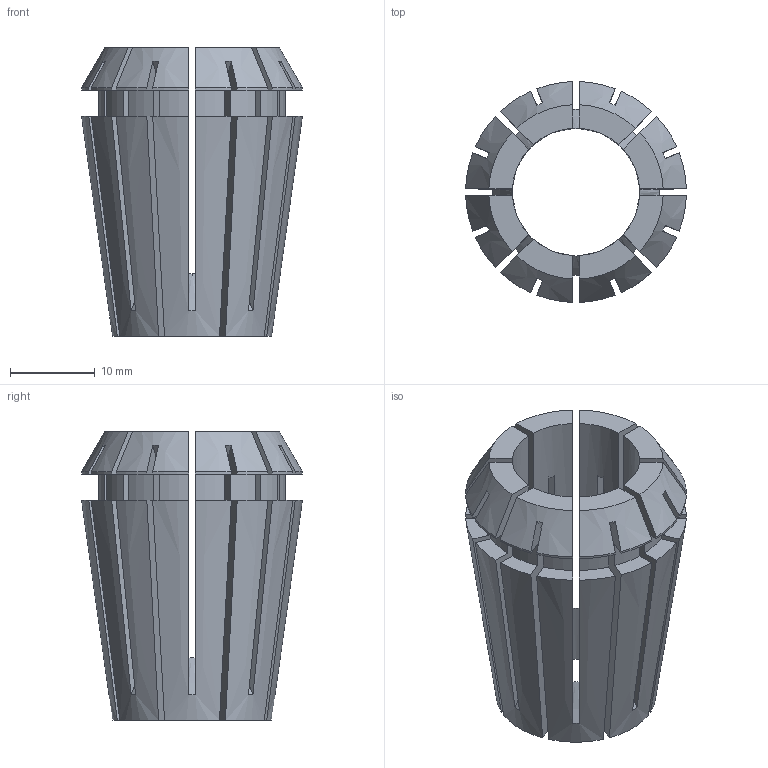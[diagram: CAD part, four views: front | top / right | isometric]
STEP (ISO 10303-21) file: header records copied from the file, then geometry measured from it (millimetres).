
FILE_DESCRIPTION (( 'STEP AP203' ), '1' );
FILE_NAME ('STP-5250-122-025-015-0(04225-15).STEP', '2022-09-01T03:41:41', ( '' ), ( '' ), 'SwSTEP 2.0', 'SolidWorks 2017', '' );
FILE_SCHEMA (( 'CONFIG_CONTROL_DESIGN' ));
Length unit declared in the file: millimetre
Products named in the file (1): STP-5250-122-025-015-0(04225-15)
Bounding box: 25.99 x 25.99 x 34 mm (x, y, z)
Volume: 6222.6 mm3; surface area: 7568.7 mm2
Topology: 1 solids, 1 shells, 147 faces, 441 edges, 294 vertices
Faces by surface type: plane 80, cylinder 50, cone 17
Entity records: 5326 total; most frequent: CARTESIAN_POINT 1324, ORIENTED_EDGE 882, DIRECTION 785, EDGE_CURVE 441, AXIS2_PLACEMENT_3D 295, VERTEX_POINT 294, LINE 195, VECTOR 195
